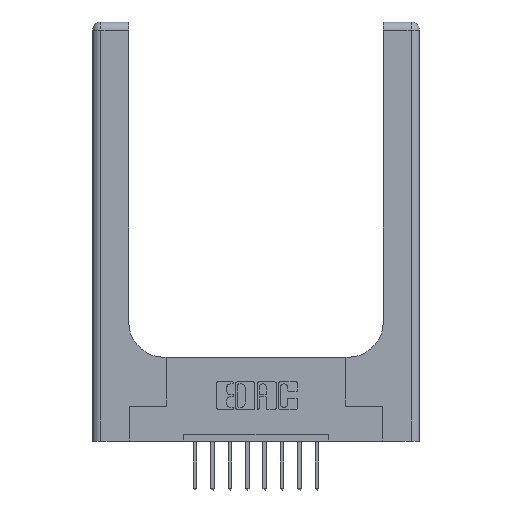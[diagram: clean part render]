
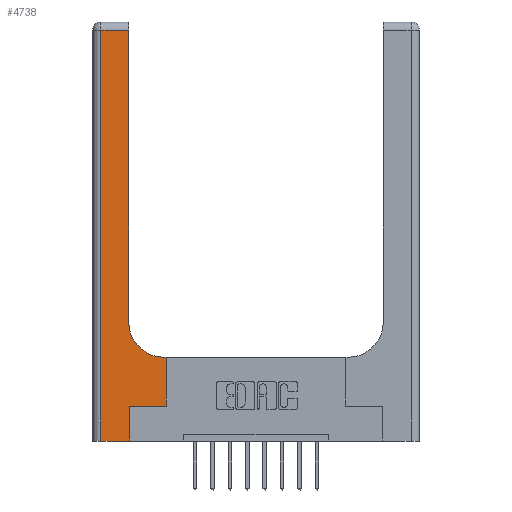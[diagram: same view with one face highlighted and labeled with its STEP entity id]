
A CAD part, top view. The second image highlights one B-rep face of the part: STEP entity #4738.
In plain terms, the highlighted planar face has unit normal (0, 0, 1).
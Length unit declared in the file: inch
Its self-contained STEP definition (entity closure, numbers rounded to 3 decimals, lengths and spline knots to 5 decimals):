
#433 = ORIENTED_EDGE ( 'NONE', *, *, #13559, .T. ) ;
#481 = VECTOR ( 'NONE', #9615, 39.37008 ) ;
#739 = CARTESIAN_POINT ( 'NONE',  ( 0.06, 2.94, 0.37 ) ) ;
#840 = LINE ( 'NONE', #12976, #481 ) ;
#861 = DIRECTION ( 'NONE',  ( 0., -1., 0. ) ) ;
#903 = CARTESIAN_POINT ( 'NONE',  ( 0.265, 0.25, 0.37 ) ) ;
#997 = DIRECTION ( 'NONE',  ( -1., 0., 0. ) ) ;
#1036 = EDGE_LOOP ( 'NONE', ( #10990, #7051, #3833, #433, #14027, #14270, #3847, #4306, #8732 ) ) ;
#1062 = VERTEX_POINT ( 'NONE', #9100 ) ;
#1141 = CARTESIAN_POINT ( 'NONE',  ( 0.265, 0.25, 0.37 ) ) ;
#1441 = VECTOR ( 'NONE', #5061, 39.37008 ) ;
#1970 = EDGE_CURVE ( 'NONE', #5115, #6572, #7803, .T. ) ;
#2117 = CIRCLE ( 'NONE', #2118, 0.25 ) ;
#2118 = AXIS2_PLACEMENT_3D ( 'NONE', #6004, #14028, #2431 ) ;
#2168 = FACE_OUTER_BOUND ( 'NONE', #1036, .T. ) ;
#2362 = CARTESIAN_POINT ( 'NONE',  ( 0.26, 0.6, 0.37 ) ) ;
#2427 = EDGE_CURVE ( 'NONE', #1062, #9661, #2117, .T. ) ;
#2431 = DIRECTION ( 'NONE',  ( 1., 0., 0. ) ) ;
#2701 = LINE ( 'NONE', #5387, #8745 ) ;
#3191 = LINE ( 'NONE', #6151, #1441 ) ;
#3392 = DIRECTION ( 'NONE',  ( 0., 1., 0. ) ) ;
#3424 = EDGE_CURVE ( 'NONE', #11183, #1062, #8975, .T. ) ;
#3692 = PLANE ( 'NONE',  #13028 ) ;
#3833 = ORIENTED_EDGE ( 'NONE', *, *, #14321, .T. ) ;
#3847 = ORIENTED_EDGE ( 'NONE', *, *, #11123, .T. ) ;
#4306 = ORIENTED_EDGE ( 'NONE', *, *, #3424, .T. ) ;
#4738 = ADVANCED_FACE ( 'NONE', ( #2168 ), #3692, .F. ) ;
#4883 = VERTEX_POINT ( 'NONE', #739 ) ;
#4997 = CARTESIAN_POINT ( 'NONE',  ( 0.26, 3., 0.37 ) ) ;
#5061 = DIRECTION ( 'NONE',  ( 0., 1., 0. ) ) ;
#5115 = VERTEX_POINT ( 'NONE', #1141 ) ;
#5328 = CARTESIAN_POINT ( 'NONE',  ( 0., 2.94, 0.37 ) ) ;
#5387 = CARTESIAN_POINT ( 'NONE',  ( 0.528, 0.25, 0.37 ) ) ;
#5462 = VERTEX_POINT ( 'NONE', #7490 ) ;
#5907 = EDGE_CURVE ( 'NONE', #7748, #5115, #3191, .T. ) ;
#5963 = VECTOR ( 'NONE', #997, 39.37008 ) ;
#6004 = CARTESIAN_POINT ( 'NONE',  ( 0.51, 0.85, 0.37 ) ) ;
#6151 = CARTESIAN_POINT ( 'NONE',  ( 0.265, 0., 0.37 ) ) ;
#6572 = VERTEX_POINT ( 'NONE', #11447 ) ;
#6619 = CARTESIAN_POINT ( 'NONE',  ( 0.528, 0.6, 0.37 ) ) ;
#7051 = ORIENTED_EDGE ( 'NONE', *, *, #7584, .T. ) ;
#7490 = CARTESIAN_POINT ( 'NONE',  ( 0.06, 0., 0.37 ) ) ;
#7584 = EDGE_CURVE ( 'NONE', #12347, #4883, #12241, .T. ) ;
#7748 = VERTEX_POINT ( 'NONE', #10267 ) ;
#7803 = LINE ( 'NONE', #903, #12457 ) ;
#7975 = VECTOR ( 'NONE', #11854, 39.37008 ) ;
#8254 = CARTESIAN_POINT ( 'NONE',  ( 0., 3., 0.37 ) ) ;
#8732 = ORIENTED_EDGE ( 'NONE', *, *, #2427, .T. ) ;
#8745 = VECTOR ( 'NONE', #3392, 39.37008 ) ;
#8975 = LINE ( 'NONE', #2362, #5963 ) ;
#9100 = CARTESIAN_POINT ( 'NONE',  ( 0.51, 0.6, 0.37 ) ) ;
#9387 = DIRECTION ( 'NONE',  ( -1., 0., 0. ) ) ;
#9615 = DIRECTION ( 'NONE',  ( 1., 0., 0. ) ) ;
#9661 = VERTEX_POINT ( 'NONE', #11419 ) ;
#10197 = CARTESIAN_POINT ( 'NONE',  ( 0.26, 2.94, 0.37 ) ) ;
#10267 = CARTESIAN_POINT ( 'NONE',  ( 0.265, 0., 0.37 ) ) ;
#10990 = ORIENTED_EDGE ( 'NONE', *, *, #12561, .T. ) ;
#11123 = EDGE_CURVE ( 'NONE', #6572, #11183, #2701, .T. ) ;
#11183 = VERTEX_POINT ( 'NONE', #6619 ) ;
#11419 = CARTESIAN_POINT ( 'NONE',  ( 0.26, 0.85, 0.37 ) ) ;
#11447 = CARTESIAN_POINT ( 'NONE',  ( 0.528, 0.25, 0.37 ) ) ;
#11662 = VECTOR ( 'NONE', #861, 39.37008 ) ;
#11854 = DIRECTION ( 'NONE',  ( 0., 1., 0. ) ) ;
#11879 = VECTOR ( 'NONE', #14440, 39.37008 ) ;
#12241 = LINE ( 'NONE', #5328, #11879 ) ;
#12347 = VERTEX_POINT ( 'NONE', #10197 ) ;
#12457 = VECTOR ( 'NONE', #14443, 39.37008 ) ;
#12561 = EDGE_CURVE ( 'NONE', #9661, #12347, #13694, .T. ) ;
#12976 = CARTESIAN_POINT ( 'NONE',  ( 0., 0., 0.37 ) ) ;
#13028 = AXIS2_PLACEMENT_3D ( 'NONE', #8254, #13993, #9387 ) ;
#13559 = EDGE_CURVE ( 'NONE', #5462, #7748, #840, .T. ) ;
#13694 = LINE ( 'NONE', #4997, #7975 ) ;
#13993 = DIRECTION ( 'NONE',  ( 0., 0., -1. ) ) ;
#14027 = ORIENTED_EDGE ( 'NONE', *, *, #5907, .T. ) ;
#14028 = DIRECTION ( 'NONE',  ( 0., 0., -1. ) ) ;
#14270 = ORIENTED_EDGE ( 'NONE', *, *, #1970, .T. ) ;
#14321 = EDGE_CURVE ( 'NONE', #4883, #5462, #14708, .T. ) ;
#14440 = DIRECTION ( 'NONE',  ( -1., 0., 0. ) ) ;
#14443 = DIRECTION ( 'NONE',  ( 1., 0., 0. ) ) ;
#14559 = CARTESIAN_POINT ( 'NONE',  ( 0.06, 3., 0.37 ) ) ;
#14708 = LINE ( 'NONE', #14559, #11662 ) ;
